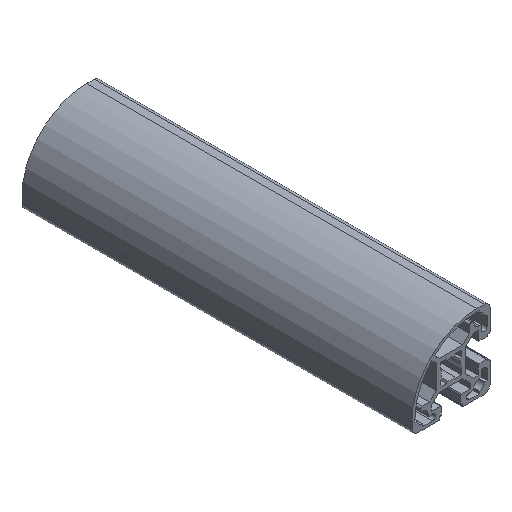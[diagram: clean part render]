
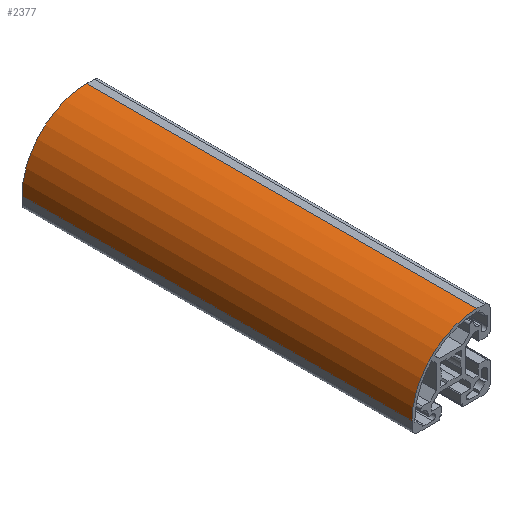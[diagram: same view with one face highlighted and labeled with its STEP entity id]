
A CAD part, isometric view. The second image highlights one B-rep face of the part: STEP entity #2377.
In plain terms, the highlighted cylindrical face has radius 33.3 mm (diameter 66.6 mm), a partial arc.
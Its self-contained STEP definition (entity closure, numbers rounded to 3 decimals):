
#197=FACE_OUTER_BOUND('',#315,.T.);
#315=EDGE_LOOP('',(#1921,#1922,#1923,#1924));
#488=LINE('',#3615,#764);
#570=LINE('',#3813,#846);
#764=VECTOR('',#2928,200.);
#846=VECTOR('',#3118,200.);
#957=CIRCLE('',#2554,33.3);
#958=CIRCLE('',#2555,33.3);
#1097=VERTEX_POINT('',#3612);
#1098=VERTEX_POINT('',#3614);
#1159=VERTEX_POINT('',#3810);
#1160=VERTEX_POINT('',#3812);
#1382=EDGE_CURVE('',#1097,#1098,#488,.T.);
#1482=EDGE_CURVE('',#1097,#1159,#957,.T.);
#1483=EDGE_CURVE('',#1159,#1160,#570,.T.);
#1484=EDGE_CURVE('',#1098,#1160,#958,.T.);
#1921=ORIENTED_EDGE('',*,*,#1482,.T.);
#1922=ORIENTED_EDGE('',*,*,#1483,.T.);
#1923=ORIENTED_EDGE('',*,*,#1484,.F.);
#1924=ORIENTED_EDGE('',*,*,#1382,.F.);
#2277=CYLINDRICAL_SURFACE('',#2553,33.3);
#2377=ADVANCED_FACE('',(#197),#2277,.T.);
#2553=AXIS2_PLACEMENT_3D('',#3809,#3114,#3115);
#2554=AXIS2_PLACEMENT_3D('',#3811,#3116,#3117);
#2555=AXIS2_PLACEMENT_3D('',#3814,#3119,#3120);
#2928=DIRECTION('',(0.,-1.,0.));
#3114=DIRECTION('center_axis',(0.,1.,0.));
#3115=DIRECTION('ref_axis',(1.,0.,0.));
#3116=DIRECTION('center_axis',(0.,-1.,0.));
#3117=DIRECTION('ref_axis',(1.,0.,0.));
#3118=DIRECTION('',(0.,-1.,0.));
#3119=DIRECTION('center_axis',(0.,-1.,0.));
#3120=DIRECTION('ref_axis',(1.,0.,0.));
#3612=CARTESIAN_POINT('',(13.3,200.,20.));
#3614=CARTESIAN_POINT('',(13.3,0.,20.));
#3615=CARTESIAN_POINT('',(13.3,0.,20.));
#3809=CARTESIAN_POINT('Origin',(13.3,0.,-13.3));
#3810=CARTESIAN_POINT('',(-20.,200.,-13.3));
#3811=CARTESIAN_POINT('Origin',(13.3,200.,-13.3));
#3812=CARTESIAN_POINT('',(-20.,0.,-13.3));
#3813=CARTESIAN_POINT('',(-20.,0.,-13.3));
#3814=CARTESIAN_POINT('Origin',(13.3,0.,-13.3));
